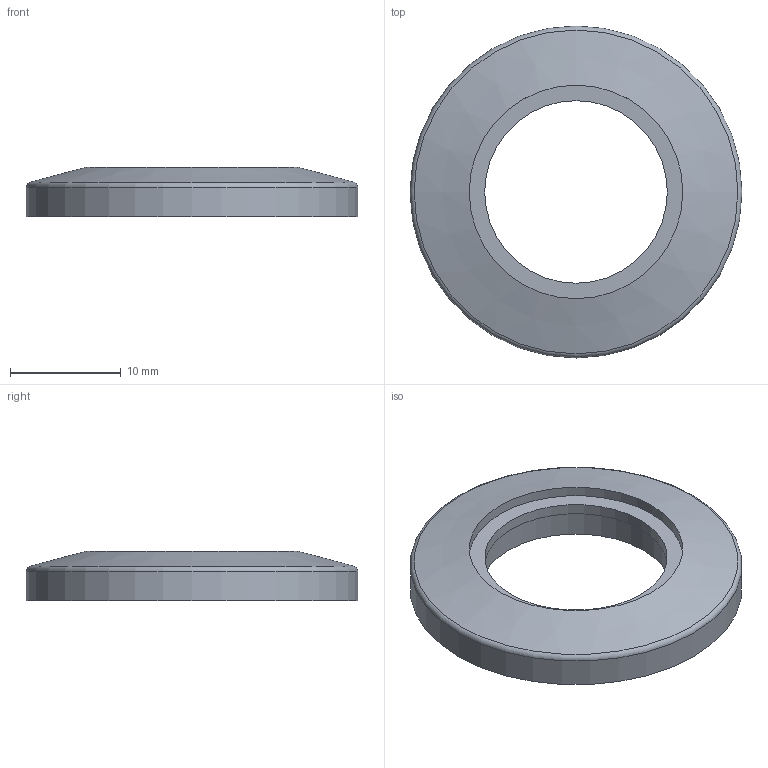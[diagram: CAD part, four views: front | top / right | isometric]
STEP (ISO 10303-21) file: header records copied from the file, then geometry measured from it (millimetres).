
FILE_DESCRIPTION(('FreeCAD Model'),'2;1');
FILE_NAME('FW-KF16.step','2016-02-23T13:05:29',('Author'),( ''),'Open CASCADE STEP processor 6.8','FreeCAD','Unknown');
FILE_SCHEMA(('AUTOMOTIVE_DESIGN_CC2 { 1 2 10303 214 -1 1 5 4 }'));
Length unit declared in the file: millimetre
Products named in the file (1): FW-KF16
Bounding box: 30 x 30 x 4.43 mm (x, y, z)
Volume: 1745 mm3; surface area: 1516.2 mm2
Topology: 1 solids, 1 shells, 9 faces, 18 edges, 12 vertices
Faces by surface type: cylinder 4, plane 3, torus 1, cone 1
Full cylindrical faces by diameter (mm): 16.5 x1, 17.2 x1, 19.3 x1, 30 x1
Entity records: 887 total; most frequent: CARTESIAN_POINT 518, DIRECTION 59, ORIENTED_EDGE 36, PCURVE 36, DEFINITIONAL_REPRESENTATION 36, B_SPLINE_CURVE_WITH_KNOTS 23, AXIS2_PLACEMENT_3D 22, EDGE_CURVE 18
